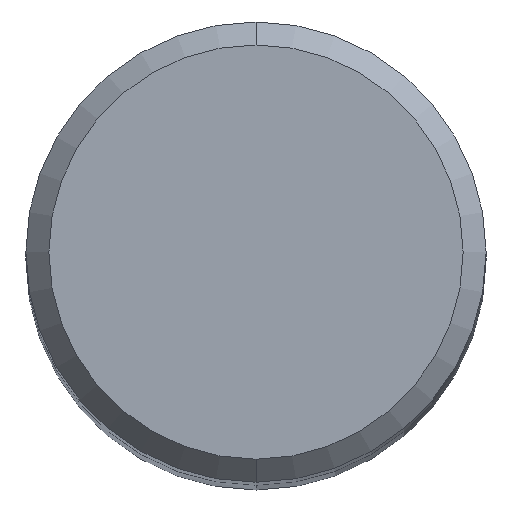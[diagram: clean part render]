
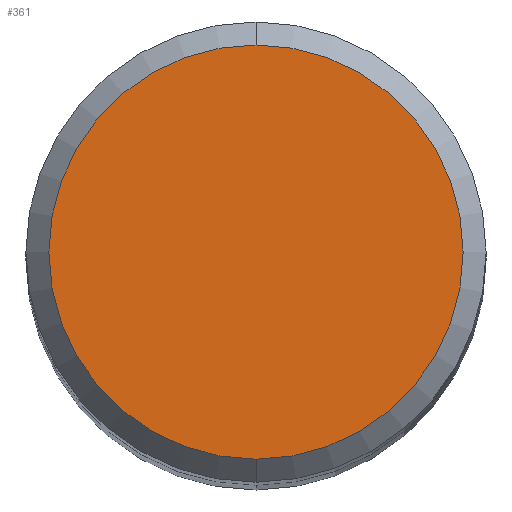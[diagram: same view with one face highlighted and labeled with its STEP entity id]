
A CAD part, top view. The second image highlights one B-rep face of the part: STEP entity #361.
In plain terms, the highlighted planar face has unit normal (0, 0, 1).
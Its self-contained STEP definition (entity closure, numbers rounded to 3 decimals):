
#171=VERTEX_POINT('',#430);
#173=VERTEX_POINT('',#432);
#185=EDGE_CURVE('',#171,#173,#444,.T.);
#233=EDGE_CURVE('',#173,#171,#493,.T.);
#361=ADVANCED_FACE('',(#640),#641,.T.);
#430=CARTESIAN_POINT('',(0.0,5.4,42.0));
#432=CARTESIAN_POINT('',(0.,-5.4,42.0));
#444=CIRCLE('',#782,5.4);
#493=CIRCLE('',#942,5.4);
#640=FACE_OUTER_BOUND('',#1204,.T.);
#641=PLANE('',#1205);
#782=AXIS2_PLACEMENT_3D('',#1293,#1294,#1295);
#942=AXIS2_PLACEMENT_3D('',#1325,#1326,#1327);
#1204=EDGE_LOOP('',(#1537,#1538));
#1205=AXIS2_PLACEMENT_3D('',#1539,#1540,#1541);
#1293=CARTESIAN_POINT('',(0.0,0.0,42.0));
#1294=DIRECTION('',(0.0,0.0,-1.0));
#1295=DIRECTION('',(0.0,1.0,0.0));
#1325=CARTESIAN_POINT('',(0.0,0.0,42.0));
#1326=DIRECTION('',(0.0,0.0,-1.0));
#1327=DIRECTION('',(0.0,1.0,0.0));
#1537=ORIENTED_EDGE('',*,*,#185,.F.);
#1538=ORIENTED_EDGE('',*,*,#233,.F.);
#1539=CARTESIAN_POINT('',(0.0,2.7,42.0));
#1540=DIRECTION('',(-0.0,0.0,1.0));
#1541=DIRECTION('',(0.0,-1.0,0.0));
